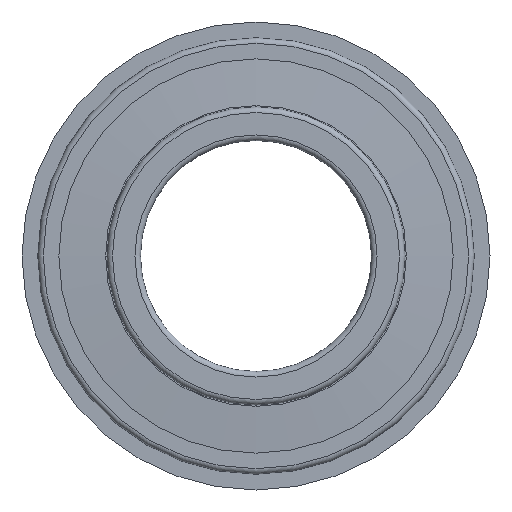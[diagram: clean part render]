
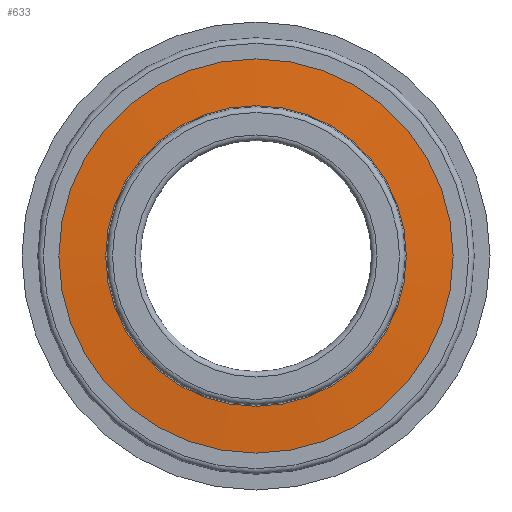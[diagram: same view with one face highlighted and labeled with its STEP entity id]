
A CAD part, left-side view. The second image highlights one B-rep face of the part: STEP entity #633.
In plain terms, the highlighted conical face has half-angle 86.103 degrees and reference radius 35.814 mm.
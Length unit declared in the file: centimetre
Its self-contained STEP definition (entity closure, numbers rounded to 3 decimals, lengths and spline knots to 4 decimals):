
#24=CONICAL_SURFACE('',#705,3.5814,1.503);
#197=VERTEX_POINT('',#1360);
#199=VERTEX_POINT('',#1365);
#237=CIRCLE('',#703,3.0988);
#239=CIRCLE('',#706,4.064);
#291=EDGE_CURVE('',#197,#197,#237,.T.);
#293=EDGE_CURVE('',#199,#199,#239,.T.);
#391=ORIENTED_EDGE('',*,*,#293,.F.);
#392=ORIENTED_EDGE('',*,*,#291,.T.);
#485=EDGE_LOOP('',(#391));
#486=EDGE_LOOP('',(#392));
#579=FACE_BOUND('',#485,.T.);
#580=FACE_BOUND('',#486,.T.);
#633=ADVANCED_FACE('',(#579,#580),#24,.T.);
#703=AXIS2_PLACEMENT_3D('',#1359,#835,#836);
#705=AXIS2_PLACEMENT_3D('',#1363,#839,#840);
#706=AXIS2_PLACEMENT_3D('',#1364,#841,#842);
#835=DIRECTION('',(1.,0.,0.));
#836=DIRECTION('',(0.,3.099,0.));
#839=DIRECTION('',(1.,0.,0.));
#840=DIRECTION('',(0.,3.581,0.));
#841=DIRECTION('',(1.,0.,0.));
#842=DIRECTION('',(0.,4.064,0.));
#1359=CARTESIAN_POINT('',(-1.4907,0.,0.));
#1360=CARTESIAN_POINT('',(-1.4907,3.0988,0.));
#1363=CARTESIAN_POINT('',(-1.4578,0.,0.));
#1364=CARTESIAN_POINT('',(-1.4249,0.,0.));
#1365=CARTESIAN_POINT('',(-1.4249,4.064,0.));
